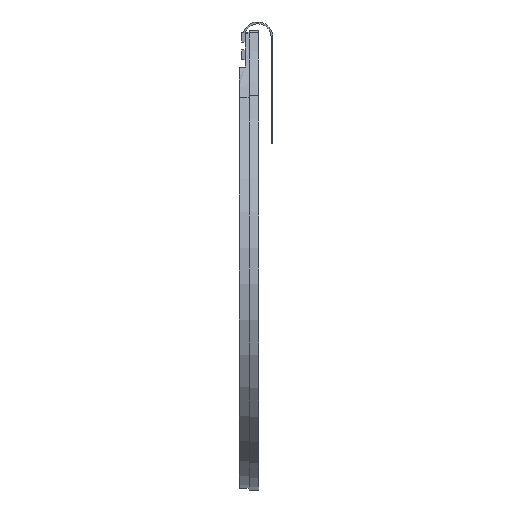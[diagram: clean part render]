
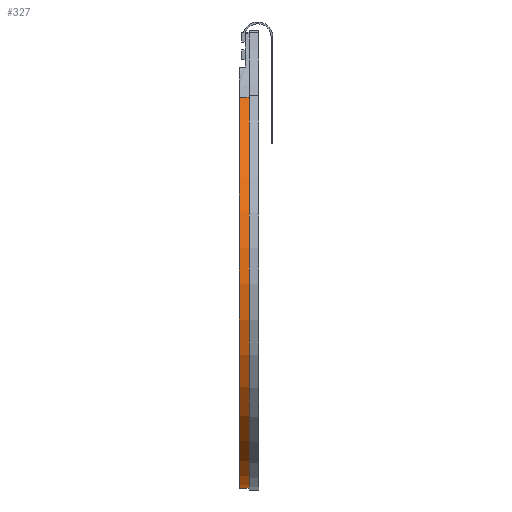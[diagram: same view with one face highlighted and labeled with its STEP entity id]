
A CAD part, left-side view. The second image highlights one B-rep face of the part: STEP entity #327.
In plain terms, the highlighted cylindrical face has radius 17.6 mm (diameter 35.2 mm), a partial arc.
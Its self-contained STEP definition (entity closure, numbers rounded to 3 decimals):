
#327 = ADVANCED_FACE ( 'NONE', ( #2625 ), #5654, .T. ) ;
#633 = CARTESIAN_POINT ( 'NONE',  ( 0., 1.62, 0. ) ) ;
#691 = CARTESIAN_POINT ( 'NONE',  ( -10.008, 0.8, 14.478 ) ) ;
#1030 = VECTOR ( 'NONE', #1739, 1000. ) ;
#1053 = VECTOR ( 'NONE', #1446, 1000. ) ;
#1446 = DIRECTION ( 'NONE',  ( 0., -1., 0. ) ) ;
#1697 = DIRECTION ( 'NONE',  ( 0., 0., 1. ) ) ;
#1739 = DIRECTION ( 'NONE',  ( 0., -1., 0. ) ) ;
#1803 = LINE ( 'NONE', #8825, #1053 ) ;
#2203 = EDGE_CURVE ( 'NONE', #3933, #8894, #11899, .T. ) ;
#2513 = EDGE_CURVE ( 'NONE', #8894, #5322, #6727, .T. ) ;
#2625 = FACE_OUTER_BOUND ( 'NONE', #9973, .T. ) ;
#2736 = CARTESIAN_POINT ( 'NONE',  ( 0., 0.8, 0. ) ) ;
#2997 = VERTEX_POINT ( 'NONE', #12113 ) ;
#3482 = CARTESIAN_POINT ( 'NONE',  ( -10.008, 1.62, 14.478 ) ) ;
#3933 = VERTEX_POINT ( 'NONE', #5679 ) ;
#5124 = ORIENTED_EDGE ( 'NONE', *, *, #10582, .T. ) ;
#5225 = ORIENTED_EDGE ( 'NONE', *, *, #2513, .F. ) ;
#5322 = VERTEX_POINT ( 'NONE', #691 ) ;
#5654 = CYLINDRICAL_SURFACE ( 'NONE', #7634, 17.6 ) ;
#5679 = CARTESIAN_POINT ( 'NONE',  ( 0., 1.62, -17.6 ) ) ;
#5757 = DIRECTION ( 'NONE',  ( 0., 1., 0. ) ) ;
#6074 = AXIS2_PLACEMENT_3D ( 'NONE', #633, #9693, #1697 ) ;
#6727 = LINE ( 'NONE', #10707, #1030 ) ;
#7634 = AXIS2_PLACEMENT_3D ( 'NONE', #12647, #9695, #12844 ) ;
#8746 = DIRECTION ( 'NONE',  ( 0., 0., 1. ) ) ;
#8825 = CARTESIAN_POINT ( 'NONE',  ( 0., 1.62, -17.6 ) ) ;
#8894 = VERTEX_POINT ( 'NONE', #3482 ) ;
#8946 = ORIENTED_EDGE ( 'NONE', *, *, #10894, .T. ) ;
#9013 = AXIS2_PLACEMENT_3D ( 'NONE', #2736, #5757, #8746 ) ;
#9693 = DIRECTION ( 'NONE',  ( 0., 1., 0. ) ) ;
#9695 = DIRECTION ( 'NONE',  ( 0., -1., 0. ) ) ;
#9879 = ORIENTED_EDGE ( 'NONE', *, *, #2203, .F. ) ;
#9973 = EDGE_LOOP ( 'NONE', ( #9879, #8946, #5124, #5225 ) ) ;
#10582 = EDGE_CURVE ( 'NONE', #2997, #5322, #10876, .T. ) ;
#10707 = CARTESIAN_POINT ( 'NONE',  ( -10.008, 1.62, 14.478 ) ) ;
#10876 = CIRCLE ( 'NONE', #9013, 17.6 ) ;
#10894 = EDGE_CURVE ( 'NONE', #3933, #2997, #1803, .T. ) ;
#11899 = CIRCLE ( 'NONE', #6074, 17.6 ) ;
#12113 = CARTESIAN_POINT ( 'NONE',  ( 0., 0.8, -17.6 ) ) ;
#12647 = CARTESIAN_POINT ( 'NONE',  ( 0., 1.62, 0. ) ) ;
#12844 = DIRECTION ( 'NONE',  ( 0., 0., -1. ) ) ;
